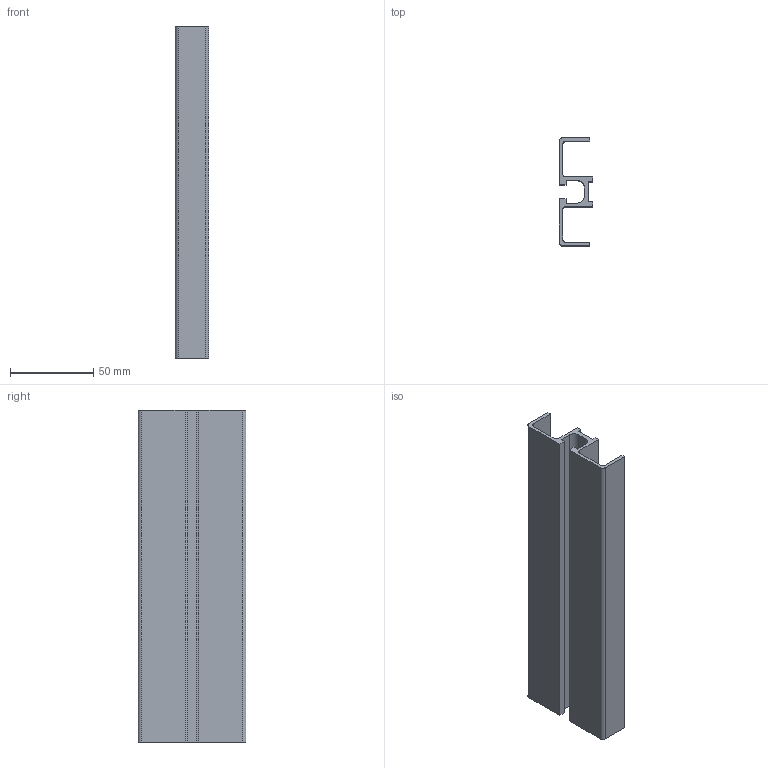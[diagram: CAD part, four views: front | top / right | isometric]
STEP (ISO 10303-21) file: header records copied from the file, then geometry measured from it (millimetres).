
FILE_DESCRIPTION(/* description */ (''),/* implementation_level */ '2;1');
FILE_NAME(/* name */ '102065.stp',/* time_stamp */ '2024-03-27T10:49:11+01:00',/* author */ ('a.szczepanik'),/* organization */ (''),/* preprocessor_version */ 'ST-DEVELOPER v18.1',/* originating_system */ 'Autodesk Inventor 2021',/* authorisation */ '');
FILE_SCHEMA (('AUTOMOTIVE_DESIGN { 1 0 10303 214 3 1 1 }'));
Length unit declared in the file: millimetre
Products named in the file (2): 102065; 102065-102065-1
Assembly tree (1 placements, depth 2):
  102065
    102065-102065-1
Bounding box: 20 x 65 x 200 mm (x, y, z)
Volume: 62176.8 mm3; surface area: 55185 mm2
Topology: 1 solids, 1 shells, 34 faces, 96 edges, 64 vertices
Faces by surface type: plane 26, cylinder 8
Entity records: 1163 total; most frequent: CARTESIAN_POINT 197, ORIENTED_EDGE 192, DIRECTION 186, EDGE_CURVE 96, LINE 80, VECTOR 80, VERTEX_POINT 64, AXIS2_PLACEMENT_3D 53
